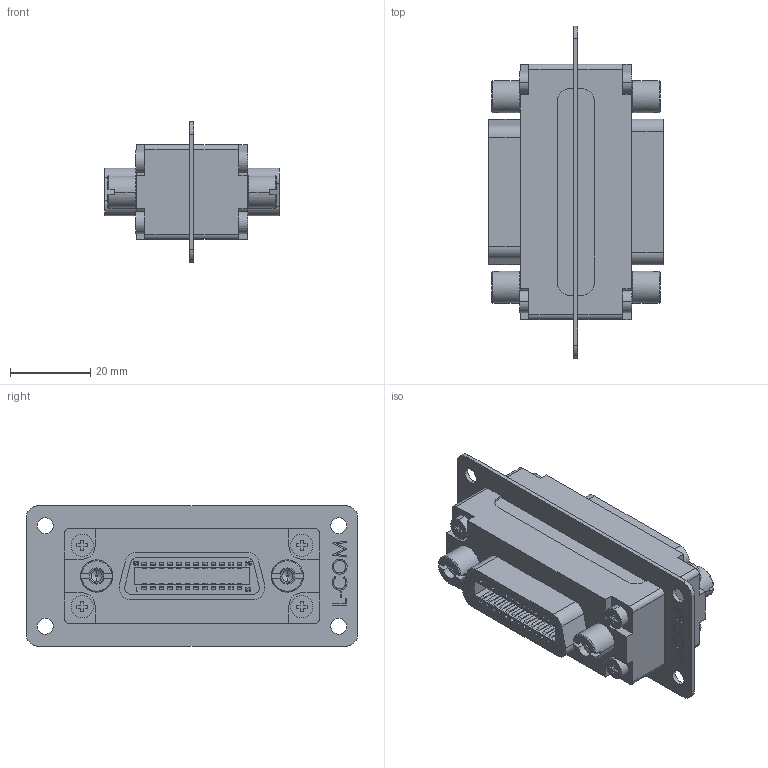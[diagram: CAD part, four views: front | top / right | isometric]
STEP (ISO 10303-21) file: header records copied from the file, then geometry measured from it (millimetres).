
FILE_DESCRIPTION (( 'STEP AP214' ), '1' );
FILE_NAME ('CIB24BF_3D.step', '2023-09-15T22:18:12', ( '' ), ( '' ), 'SwSTEP 2.0', 'SolidWorks 2022', '' );
FILE_SCHEMA (( 'AUTOMOTIVE_DESIGN' ));
Length unit declared in the file: inch
Products named in the file (4): 3aa06-006; CIB24BF_3D; 3AB05-007; 3AB05-016
Assembly tree (7 placements, depth 2):
  CIB24BF_3D
    3AB05-016
    3aa06-006  x4
    3AB05-007  x2
Bounding box: 43.35 x 82.55 x 35.05 mm (x, y, z)
Volume: 46713.4 mm3; surface area: 19508.7 mm2
Topology: 7 solids, 11 shells, 1436 faces, 3756 edges, 2496 vertices
Faces by surface type: plane 1094, cylinder 204, bspline 94, cone 44
Entity records: 37995 total; most frequent: CARTESIAN_POINT 9886, ORIENTED_EDGE 4350, DIRECTION 3729, EDGE_CURVE 2175, VECTOR 1821, LINE 1821, VERTEX_POINT 1448, AXIS2_PLACEMENT_3D 954
